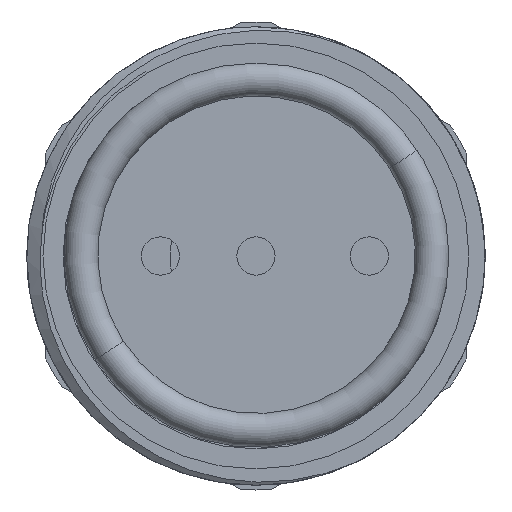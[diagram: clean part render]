
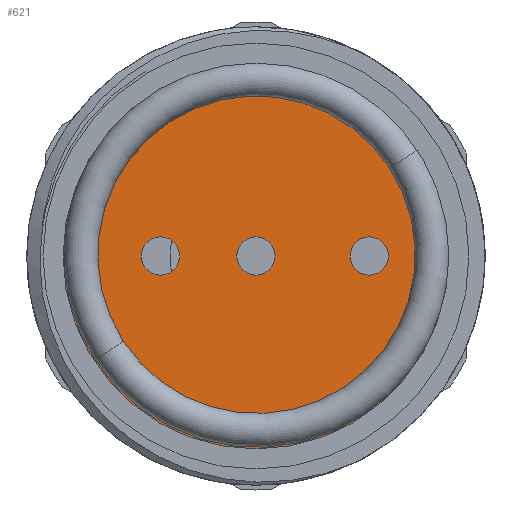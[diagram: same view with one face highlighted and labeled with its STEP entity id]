
A CAD part, front view. The second image highlights one B-rep face of the part: STEP entity #621.
In plain terms, the highlighted planar face has unit normal (0, -1, 0).
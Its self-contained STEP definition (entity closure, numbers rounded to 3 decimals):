
#123 = DIRECTION ( 'NONE',  ( 0., 0., -1. ) ) ;
#179 = VERTEX_POINT ( 'NONE', #1140 ) ;
#208 = AXIS2_PLACEMENT_3D ( 'NONE', #650, #4277, #1154 ) ;
#294 = EDGE_CURVE ( 'NONE', #880, #5426, #5300, .T. ) ;
#339 = CARTESIAN_POINT ( 'NONE',  ( -5., -6.6, -1. ) ) ;
#342 = ORIENTED_EDGE ( 'NONE', *, *, #3416, .F. ) ;
#449 = VERTEX_POINT ( 'NONE', #1635 ) ;
#481 = DIRECTION ( 'NONE',  ( 0., -1., 0. ) ) ;
#573 = CIRCLE ( 'NONE', #3990, 10.1 ) ;
#621 = ADVANCED_FACE ( 'NONE', ( #4805, #3569, #3399, #4643 ), #6510, .T. ) ;
#650 = CARTESIAN_POINT ( 'NONE',  ( 5.93, -6.6, 0. ) ) ;
#652 = CIRCLE ( 'NONE', #2217, 10.1 ) ;
#671 = CARTESIAN_POINT ( 'NONE',  ( 5.93, -6.6, -1. ) ) ;
#866 = VERTEX_POINT ( 'NONE', #671 ) ;
#880 = VERTEX_POINT ( 'NONE', #3756 ) ;
#888 = DIRECTION ( 'NONE',  ( 0., -1., 0. ) ) ;
#1009 = AXIS2_PLACEMENT_3D ( 'NONE', #1018, #888, #1276 ) ;
#1018 = CARTESIAN_POINT ( 'NONE',  ( 0., -6.6, 0. ) ) ;
#1049 = CIRCLE ( 'NONE', #5327, 1. ) ;
#1056 = CARTESIAN_POINT ( 'NONE',  ( -5., -6.6, 0. ) ) ;
#1140 = CARTESIAN_POINT ( 'NONE',  ( 0., -6.6, -1. ) ) ;
#1154 = DIRECTION ( 'NONE',  ( 0., 0., -1. ) ) ;
#1276 = DIRECTION ( 'NONE',  ( 0., 0., -1. ) ) ;
#1459 = CARTESIAN_POINT ( 'NONE',  ( 0., -6.6, 0. ) ) ;
#1579 = DIRECTION ( 'NONE',  ( 0., 0., -1. ) ) ;
#1635 = CARTESIAN_POINT ( 'NONE',  ( 0., -6.6, 1. ) ) ;
#1735 = ORIENTED_EDGE ( 'NONE', *, *, #294, .F. ) ;
#1832 = AXIS2_PLACEMENT_3D ( 'NONE', #5401, #4905, #4929 ) ;
#1996 = CARTESIAN_POINT ( 'NONE',  ( 5.93, -6.6, 0. ) ) ;
#2185 = EDGE_CURVE ( 'NONE', #179, #449, #1049, .T. ) ;
#2217 = AXIS2_PLACEMENT_3D ( 'NONE', #6007, #2884, #6537 ) ;
#2319 = CARTESIAN_POINT ( 'NONE',  ( 0., -6.6, 10.1 ) ) ;
#2447 = CARTESIAN_POINT ( 'NONE',  ( 0., -6.6, 0. ) ) ;
#2509 = DIRECTION ( 'NONE',  ( 0., 0., -1. ) ) ;
#2538 = EDGE_LOOP ( 'NONE', ( #6029, #1735 ) ) ;
#2611 = ORIENTED_EDGE ( 'NONE', *, *, #3358, .F. ) ;
#2884 = DIRECTION ( 'NONE',  ( 0., -1., 0. ) ) ;
#2980 = DIRECTION ( 'NONE',  ( 0., 0., -1. ) ) ;
#3025 = EDGE_LOOP ( 'NONE', ( #6525, #4198 ) ) ;
#3358 = EDGE_CURVE ( 'NONE', #866, #5968, #5303, .T. ) ;
#3399 = FACE_BOUND ( 'NONE', #6149, .T. ) ;
#3416 = EDGE_CURVE ( 'NONE', #449, #179, #6680, .T. ) ;
#3460 = EDGE_CURVE ( 'NONE', #5968, #866, #6502, .T. ) ;
#3569 = FACE_BOUND ( 'NONE', #3940, .T. ) ;
#3576 = CARTESIAN_POINT ( 'NONE',  ( 0., -6.6, 0. ) ) ;
#3689 = ORIENTED_EDGE ( 'NONE', *, *, #3460, .F. ) ;
#3715 = VERTEX_POINT ( 'NONE', #2319 ) ;
#3756 = CARTESIAN_POINT ( 'NONE',  ( -5., -6.6, 1. ) ) ;
#3940 = EDGE_LOOP ( 'NONE', ( #2611, #3689 ) ) ;
#3990 = AXIS2_PLACEMENT_3D ( 'NONE', #2447, #6100, #2980 ) ;
#4111 = DIRECTION ( 'NONE',  ( 0., 0., -1. ) ) ;
#4183 = EDGE_CURVE ( 'NONE', #5426, #880, #4226, .T. ) ;
#4198 = ORIENTED_EDGE ( 'NONE', *, *, #6432, .T. ) ;
#4226 = CIRCLE ( 'NONE', #6360, 1. ) ;
#4277 = DIRECTION ( 'NONE',  ( 0., -1., 0. ) ) ;
#4526 = AXIS2_PLACEMENT_3D ( 'NONE', #1996, #5632, #2509 ) ;
#4643 = FACE_OUTER_BOUND ( 'NONE', #3025, .T. ) ;
#4702 = DIRECTION ( 'NONE',  ( 0., -1., 0. ) ) ;
#4805 = FACE_BOUND ( 'NONE', #2538, .T. ) ;
#4875 = DIRECTION ( 'NONE',  ( 0., -1., 0. ) ) ;
#4905 = DIRECTION ( 'NONE',  ( 0., -1., 0. ) ) ;
#4929 = DIRECTION ( 'NONE',  ( 0., 0., -1. ) ) ;
#4951 = CARTESIAN_POINT ( 'NONE',  ( 5.93, -6.6, 1. ) ) ;
#5300 = CIRCLE ( 'NONE', #1832, 1. ) ;
#5303 = CIRCLE ( 'NONE', #4526, 1. ) ;
#5327 = AXIS2_PLACEMENT_3D ( 'NONE', #1459, #4875, #123 ) ;
#5369 = EDGE_CURVE ( 'NONE', #6704, #3715, #652, .T. ) ;
#5401 = CARTESIAN_POINT ( 'NONE',  ( -5., -6.6, 0. ) ) ;
#5426 = VERTEX_POINT ( 'NONE', #339 ) ;
#5590 = ORIENTED_EDGE ( 'NONE', *, *, #2185, .F. ) ;
#5632 = DIRECTION ( 'NONE',  ( 0., -1., 0. ) ) ;
#5699 = CARTESIAN_POINT ( 'NONE',  ( 0., -6.6, -10.1 ) ) ;
#5903 = AXIS2_PLACEMENT_3D ( 'NONE', #3576, #481, #4111 ) ;
#5968 = VERTEX_POINT ( 'NONE', #4951 ) ;
#6007 = CARTESIAN_POINT ( 'NONE',  ( 0., -6.6, 0. ) ) ;
#6029 = ORIENTED_EDGE ( 'NONE', *, *, #4183, .F. ) ;
#6100 = DIRECTION ( 'NONE',  ( 0., -1., 0. ) ) ;
#6149 = EDGE_LOOP ( 'NONE', ( #5590, #342 ) ) ;
#6360 = AXIS2_PLACEMENT_3D ( 'NONE', #1056, #4702, #1579 ) ;
#6432 = EDGE_CURVE ( 'NONE', #3715, #6704, #573, .T. ) ;
#6502 = CIRCLE ( 'NONE', #208, 1. ) ;
#6510 = PLANE ( 'NONE',  #1009 ) ;
#6525 = ORIENTED_EDGE ( 'NONE', *, *, #5369, .T. ) ;
#6537 = DIRECTION ( 'NONE',  ( 0., 0., -1. ) ) ;
#6680 = CIRCLE ( 'NONE', #5903, 1. ) ;
#6704 = VERTEX_POINT ( 'NONE', #5699 ) ;
